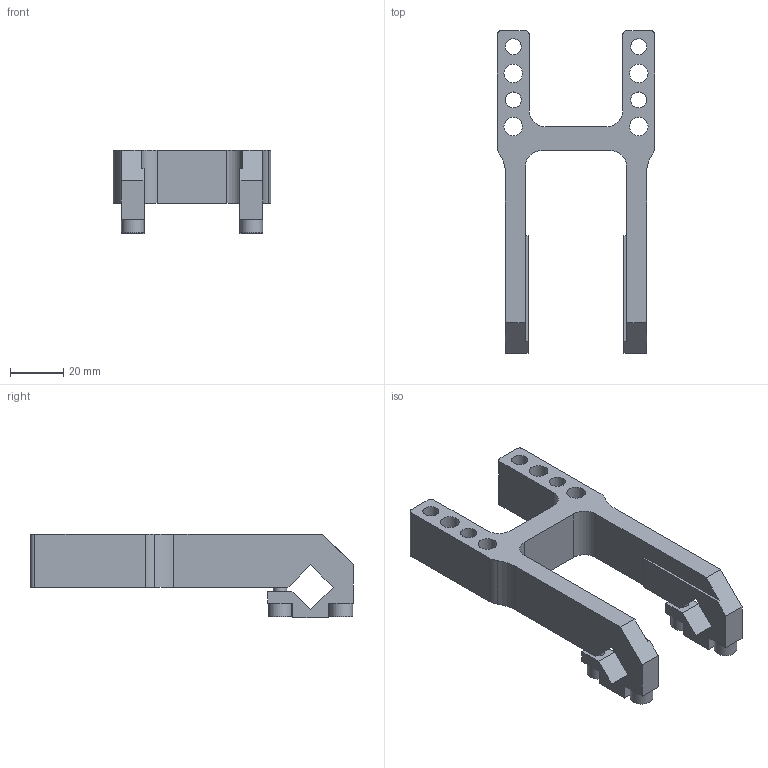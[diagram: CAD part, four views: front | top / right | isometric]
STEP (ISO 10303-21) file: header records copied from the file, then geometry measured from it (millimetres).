
FILE_DESCRIPTION(/* description */ (''),/* implementation_level */ '2;1');
FILE_NAME(/* name */ 'B1213.stp',/* time_stamp */ '2019-11-22T09:57:57+01:00',/* author */ ('donadda1'),/* organization */ ('Pneumax S.p.A.'),/* preprocessor_version */ 'ST-DEVELOPER v17',/* originating_system */ 'Autodesk Inventor 2019',/* authorisation */ '');
FILE_SCHEMA (('AUTOMOTIVE_DESIGN { 1 0 10303 214 3 1 1 }'));
Length unit declared in the file: millimetre
Products named in the file (1): B1213
Bounding box: 59.1 x 121 x 31.5 mm (x, y, z)
Volume: 49474.6 mm3; surface area: 21448.6 mm2
Topology: 1 solids, 1 shells, 80 faces, 222 edges, 144 vertices
Faces by surface type: plane 54, cylinder 26
Full cylindrical faces by diameter (mm): 5 x2, 6 x4, 7 x4, 8.5 x4
Entity records: 2625 total; most frequent: CARTESIAN_POINT 447, ORIENTED_EDGE 444, DIRECTION 440, EDGE_CURVE 222, LINE 166, VECTOR 166, VERTEX_POINT 144, AXIS2_PLACEMENT_3D 137
